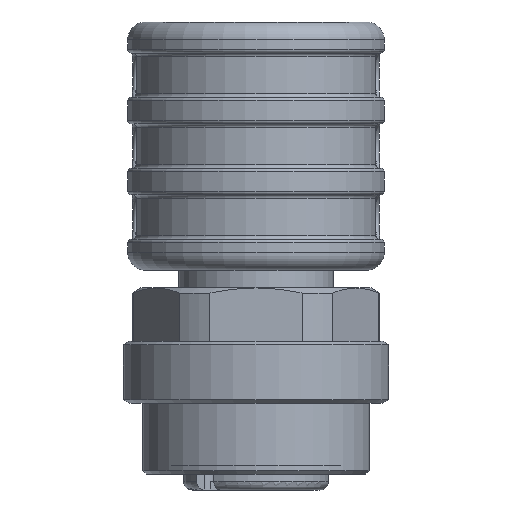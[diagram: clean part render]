
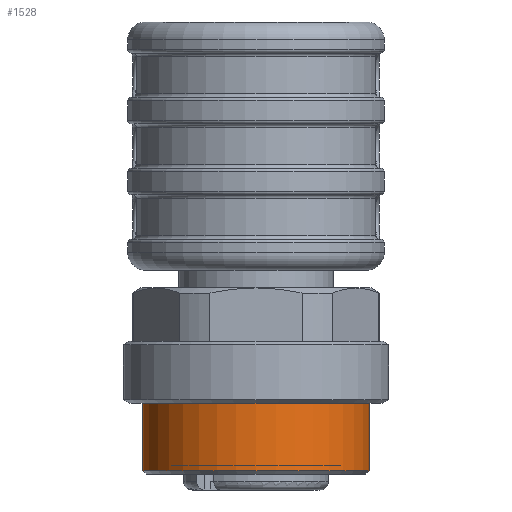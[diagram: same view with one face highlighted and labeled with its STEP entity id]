
A CAD part, left-side view. The second image highlights one B-rep face of the part: STEP entity #1528.
In plain terms, the highlighted cylindrical face has radius 6.4 mm (diameter 12.8 mm), a full revolution.
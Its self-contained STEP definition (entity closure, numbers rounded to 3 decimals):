
#638=CYLINDRICAL_SURFACE('',#5083,6.4);
#1528=ADVANCED_FACE('',(#1821,#1822),#638,.T.);
#1821=FACE_BOUND('',#2020,.T.);
#1822=FACE_BOUND('',#2021,.T.);
#2020=EDGE_LOOP('',(#2793));
#2021=EDGE_LOOP('',(#2794));
#2793=ORIENTED_EDGE('',*,*,#4260,.T.);
#2794=ORIENTED_EDGE('',*,*,#4261,.T.);
#3714=VERTEX_POINT('',#7820);
#3715=VERTEX_POINT('',#7822);
#4260=EDGE_CURVE('',#3714,#3714,#4745,.T.);
#4261=EDGE_CURVE('',#3715,#3715,#4746,.T.);
#4745=CIRCLE('',#5081,6.4);
#4746=CIRCLE('',#5082,6.4);
#5081=AXIS2_PLACEMENT_3D('',#7819,#5928,#5929);
#5082=AXIS2_PLACEMENT_3D('',#7821,#5930,#5931);
#5083=AXIS2_PLACEMENT_3D('',#7823,#5932,#5933);
#5928=DIRECTION('',(0.,0.,1.));
#5929=DIRECTION('',(0.866,0.5,0.));
#5930=DIRECTION('',(0.,0.,-1.));
#5931=DIRECTION('',(-0.5,0.866,0.));
#5932=DIRECTION('',(0.,0.,-1.));
#5933=DIRECTION('',(-0.5,0.866,0.));
#7819=CARTESIAN_POINT('',(60.,60.,-18.3));
#7820=CARTESIAN_POINT('',(65.543,63.2,-18.3));
#7821=CARTESIAN_POINT('',(60.,60.,-14.5));
#7822=CARTESIAN_POINT('',(56.8,65.543,-14.5));
#7823=CARTESIAN_POINT('',(60.,60.,-18.5));
